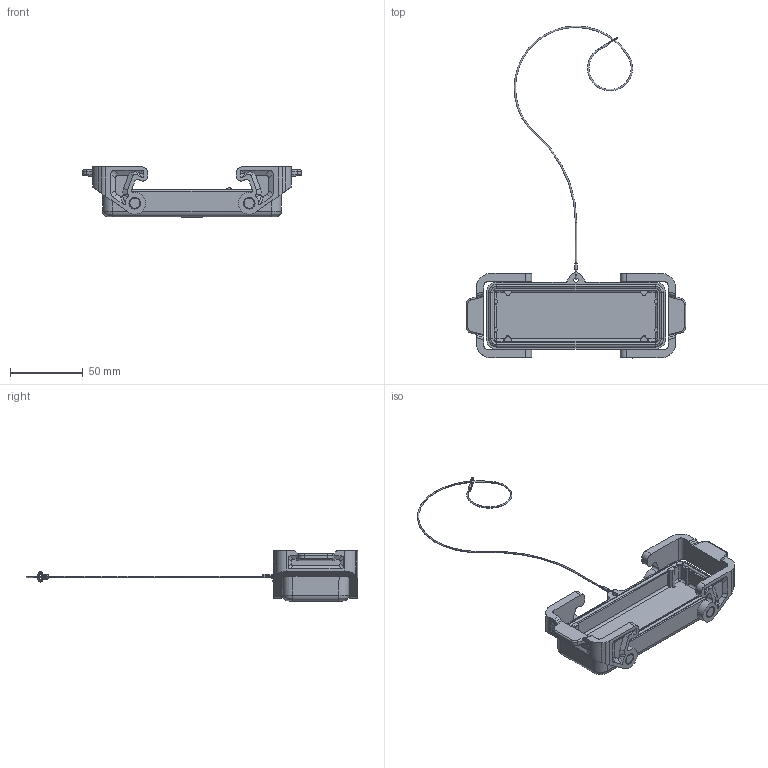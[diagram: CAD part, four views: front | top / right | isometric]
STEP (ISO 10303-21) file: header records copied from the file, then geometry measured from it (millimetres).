
FILE_DESCRIPTION(('Creo Elements/Direct Modeling STEP Export'),'2;1');
FILE_NAME('0ln7uvk5tn6pqj82880','2023-11-14T13:39:20',(''),(''),'Creo Elements/Direct Modeling STEP processor for AP214 (Solid Model)','Creo Elements/Direct Modeling 20.1B 02-Apr-2019 (C) Parametric Technology GmbH','');
FILE_SCHEMA(('AUTOMOTIVE_DESIGN { 1 0 10303 214 1 1 1 1 }'));
Length unit declared in the file: millimetre
Products named in the file (2): THCW 24 G
Assembly tree (1 placements, depth 2):
  THCW 24 G
    THCW 24 G
Bounding box: 150.5 x 227.87 x 34.55 mm (x, y, z)
Volume: 76219 mm3; surface area: 39956.6 mm2
Topology: 1 solids, 1 shells, 604 faces, 1617 edges, 1039 vertices
Faces by surface type: cylinder 302, plane 214, bspline 52, torus 24, cone 8, sphere 4
Entity records: 35378 total; most frequent: CARTESIAN_POINT 15981, ORIENTED_EDGE 3224, DIRECTION 2847, EDGE_CURVE 1611, VERTEX_POINT 1038, AXIS2_PLACEMENT_3D 999, VECTOR 849, LINE 849
